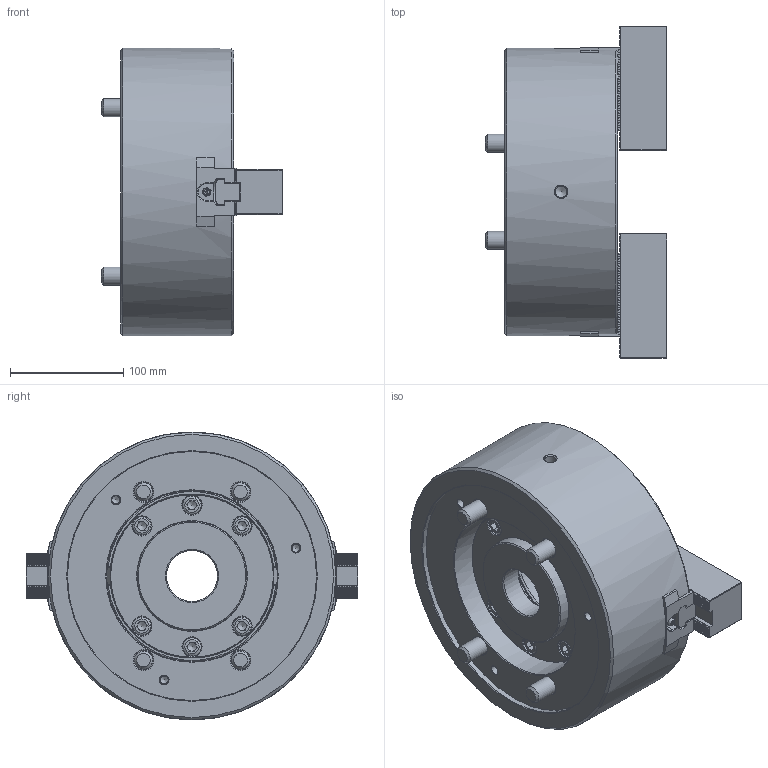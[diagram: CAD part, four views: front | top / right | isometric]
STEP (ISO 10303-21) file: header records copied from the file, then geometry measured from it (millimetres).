
FILE_DESCRIPTION(/* description */ ('Unknown'),/* implementation_level */ '2;1');
FILE_NAME(/* name */ 'BBT210-Solid',/* time_stamp */ '2019-08-13T15:29:50+01:00',/* author */ ('Unknown'),/* organization */ ('Unknown'),/* preprocessor_version */ 'ST-DEVELOPER v16.7',/* originating_system */ 'DEX',/* authorisation */ $);
FILE_SCHEMA (('AUTOMOTIVE_DESIGN {1 0 10303 214 3 1 1}'));
Products named in the file (1): BBT210-Solid
Bounding box: 160.2 x 293 x 254 mm (x, y, z)
Volume: 4414522.8 mm3; surface area: 460357 mm2
Topology: 1 solids, 24 shells, 2909 faces, 9345 edges, 6071 vertices
Faces by surface type: plane 2331, cylinder 254, cone 206, bspline 64, torus 42, sphere 12
Full cylindrical faces by diameter (mm): 2 x2, 3 x2, 3.8 x18, 4.917 x3, 5 x4, 6 x14, 6.6 x4, 7 x3, 8 x3, 8.5 x6, 10 x14, 10.5 x4, 10.6 x2, 11 x10, 12 x8, 13 x4, 14 x4, 16 x10, 17 x10, 18 x4, 19 x4, 24 x4, 25 x4, 45 x1, 81 x2, 84 x2, 86 x1, 87 x1, 91 x1, 97 x2
Entity records: 124321 total; most frequent: CARTESIAN_POINT 23200, ORIENTED_EDGE 17642, DIRECTION 15366, EDGE_CURVE 8821, LINE 7518, VECTOR 7518, VERTEX_POINT 5938, AXIS2_PLACEMENT_3D 3924
